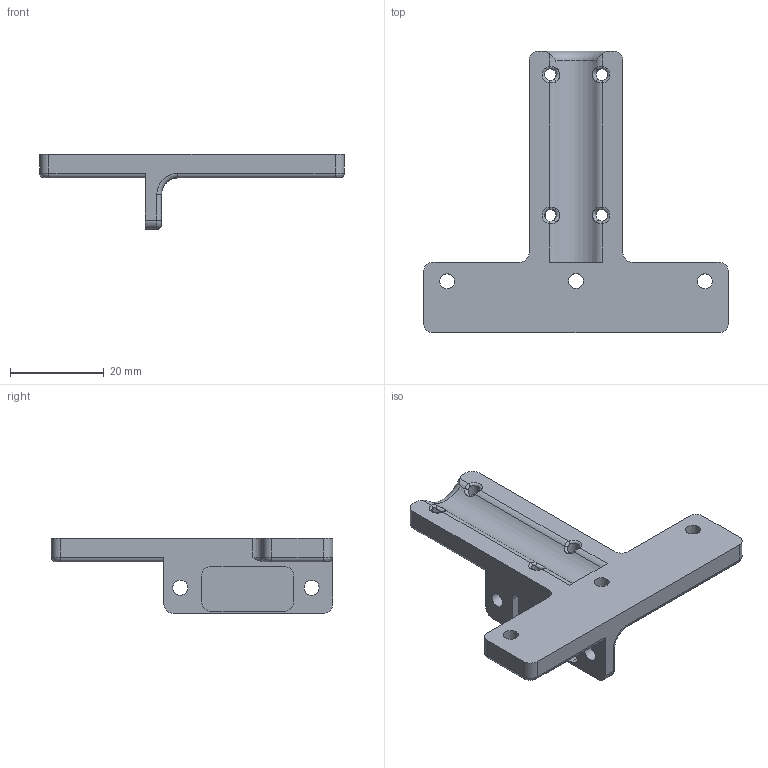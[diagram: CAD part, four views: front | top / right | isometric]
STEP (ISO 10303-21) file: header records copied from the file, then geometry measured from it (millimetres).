
FILE_DESCRIPTION(/* description */ (''),/* implementation_level */ '2;1');
FILE_NAME(/* name */ 'X endstop base.step',/* time_stamp */ '2021-10-02T13:32:40+08:00',/* author */ (''),/* organization */ (''),/* preprocessor_version */ 'ST-DEVELOPER v18.1',/* originating_system */ 'Autodesk Translation Framework v10.10.0.1391',/* authorisation */ '');
FILE_SCHEMA (('AUTOMOTIVE_DESIGN { 1 0 10303 214 3 1 1 }'));
Length unit declared in the file: millimetre
Products named in the file (1): X endstop base
Bounding box: 65 x 60 x 16 mm (x, y, z)
Volume: 9374.8 mm3; surface area: 6070.7 mm2
Topology: 1 solids, 1 shells, 107 faces, 286 edges, 176 vertices
Faces by surface type: cylinder 43, plane 28, bspline 24, torus 12
Full cylindrical faces by diameter (mm): 2.5 x4, 3.2 x5
Entity records: 4052 total; most frequent: CARTESIAN_POINT 1387, ORIENTED_EDGE 568, DIRECTION 537, EDGE_CURVE 284, AXIS2_PLACEMENT_3D 208, VERTEX_POINT 176, EDGE_LOOP 122, CIRCLE 122
